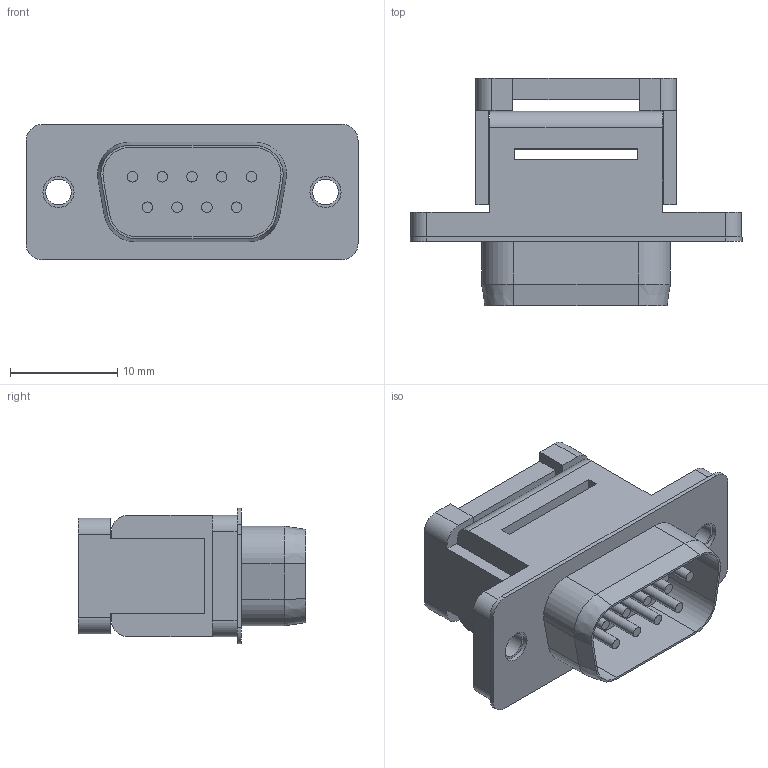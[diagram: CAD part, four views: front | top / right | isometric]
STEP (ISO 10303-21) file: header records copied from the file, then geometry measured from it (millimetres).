
FILE_DESCRIPTION((''),'2;1');
FILE_NAME('1141-09-1-10-10-XX_ASM','2014-02-03T',('uwe.kadritzke'),(''),'PRO/ENGINEER BY PARAMETRIC TECHNOLOGY CORPORATION, 2005110','PRO/ENGINEER BY PARAMETRIC TECHNOLOGY CORPORATION, 2005110','');
FILE_SCHEMA(('CONFIG_CONTROL_DESIGN'));
Length unit declared in the file: millimetre
Products named in the file (13): BODY_11; BODY_10; BODY_9; BODY_8; BODY_7; BODY_6; BODY_5; BODY_4; BODY_3; BODY_2; BODY_1; BODY_0; 1141-09-1-10-10-XX_ASM
Assembly tree (12 placements, depth 2):
  1141-09-1-10-10-XX_ASM
    BODY_11
    BODY_10
    BODY_9
    BODY_8
    BODY_7
    BODY_6
    BODY_5
    BODY_4
    BODY_3
    BODY_2
    BODY_1
    BODY_0
Bounding box: 30.93 x 21.2 x 12.6 mm (x, y, z)
Volume: 3217.8 mm3; surface area: 3940.1 mm2
Topology: 12 solids, 12 shells, 127 faces, 335 edges, 234 vertices
Faces by surface type: plane 75, cylinder 48, cone 4
Entity records: 4368 total; most frequent: DIRECTION 779, CARTESIAN_POINT 721, ORIENTED_EDGE 670, EDGE_CURVE 335, AXIS2_PLACEMENT_3D 292, VERTEX_POINT 234, VECTOR 195, LINE 195
